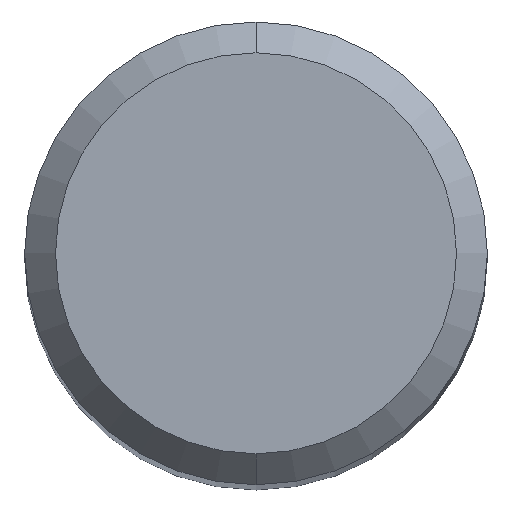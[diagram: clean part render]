
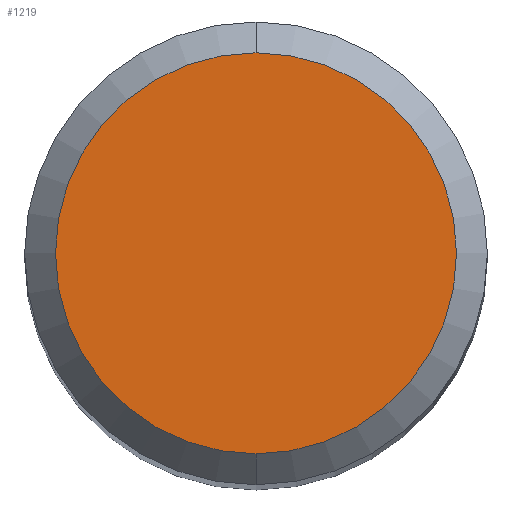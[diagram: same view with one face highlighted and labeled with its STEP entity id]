
A CAD part, top view. The second image highlights one B-rep face of the part: STEP entity #1219.
In plain terms, the highlighted planar face has unit normal (0, 0, 1).
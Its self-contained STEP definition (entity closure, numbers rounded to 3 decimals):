
#605=EDGE_CURVE('',#1291,#923,#1536,.T.);
#791=EDGE_CURVE('',#923,#1291,#1737,.T.);
#923=VERTEX_POINT('',#1881);
#1219=ADVANCED_FACE('',(#2203),#2204,.T.);
#1291=VERTEX_POINT('',#2278);
#1536=CIRCLE('',#3712,2.6);
#1737=CIRCLE('',#5306,2.6);
#1881=CARTESIAN_POINT('',(0.0,2.6,0.0));
#2203=FACE_OUTER_BOUND('',#11095,.T.);
#2204=PLANE('',#11096);
#2278=CARTESIAN_POINT('',(0.,-2.6,0.0));
#3712=AXIS2_PLACEMENT_3D('',#12790,#12791,#12792);
#5306=AXIS2_PLACEMENT_3D('',#12978,#12979,#12980);
#11095=EDGE_LOOP('',(#13400,#13401));
#11096=AXIS2_PLACEMENT_3D('',#13402,#13403,#13404);
#12790=CARTESIAN_POINT('',(0.0,0.0,0.0));
#12791=DIRECTION('',(0.0,0.0,-1.0));
#12792=DIRECTION('',(0.0,1.0,0.0));
#12978=CARTESIAN_POINT('',(0.0,0.0,0.0));
#12979=DIRECTION('',(0.0,0.0,-1.0));
#12980=DIRECTION('',(0.0,1.0,0.0));
#13400=ORIENTED_EDGE('',*,*,#791,.F.);
#13401=ORIENTED_EDGE('',*,*,#605,.F.);
#13402=CARTESIAN_POINT('',(0.0,1.3,0.0));
#13403=DIRECTION('',(-0.0,0.0,1.0));
#13404=DIRECTION('',(0.0,-1.0,0.0));
